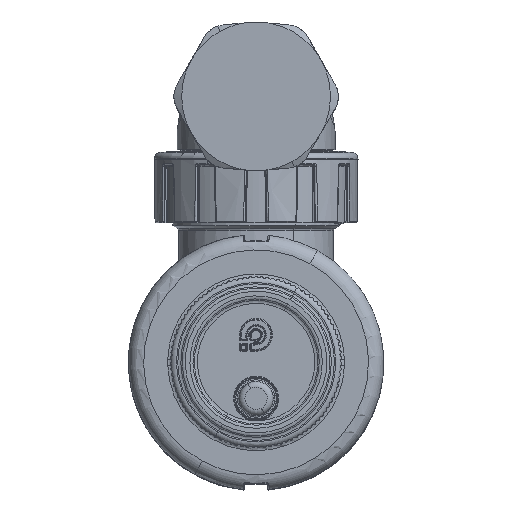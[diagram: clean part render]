
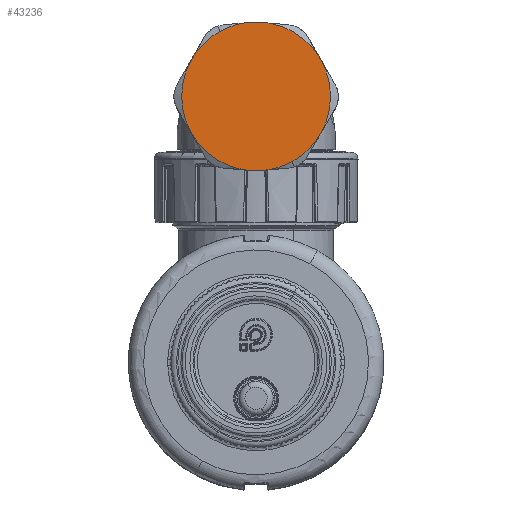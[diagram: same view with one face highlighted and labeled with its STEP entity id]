
A CAD part, top view. The second image highlights one B-rep face of the part: STEP entity #43236.
In plain terms, the highlighted planar face has unit normal (0, 0, 1).
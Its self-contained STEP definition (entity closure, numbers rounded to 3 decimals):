
#40389=CARTESIAN_POINT('Vertex',(-21.218,99.75,65.5)) ;
#40490=CARTESIAN_POINT('Vertex',(-21.218,75.25,65.5)) ;
#41124=CARTESIAN_POINT('Vertex',(-0.436,63.038,65.5)) ;
#41139=CARTESIAN_POINT('Vertex',(0.,63.019,65.5)) ;
#41142=CARTESIAN_POINT('Axis2P3D Location',(0.,68.019,65.5)) ;
#41164=CARTESIAN_POINT('Vertex',(-11.746,109.001,65.5)) ;
#41167=CARTESIAN_POINT('Axis2P3D Location',(0.,87.5,65.5)) ;
#41171=CARTESIAN_POINT('Vertex',(-4.254,111.628,65.5)) ;
#41188=CARTESIAN_POINT('Axis2P3D Location',(0.,87.5,65.5)) ;
#41192=CARTESIAN_POINT('Vertex',(21.218,75.25,65.5)) ;
#41194=CARTESIAN_POINT('Vertex',(21.218,99.75,65.5)) ;
#41231=CARTESIAN_POINT('Axis2P3D Location',(0.,87.5,65.5)) ;
#41235=CARTESIAN_POINT('Vertex',(11.746,65.999,65.5)) ;
#41269=CARTESIAN_POINT('Axis2P3D Location',(0.,87.5,65.5)) ;
#41273=CARTESIAN_POINT('Vertex',(-4.254,63.372,65.5)) ;
#41290=CARTESIAN_POINT('Axis2P3D Location',(0.,87.5,65.5)) ;
#41303=CARTESIAN_POINT('Axis2P3D Location',(0.,87.5,65.5)) ;
#41316=CARTESIAN_POINT('Axis2P3D Location',(0.,87.5,65.5)) ;
#41320=CARTESIAN_POINT('Vertex',(4.254,63.372,65.5)) ;
#41362=CARTESIAN_POINT('Vertex',(0.436,63.038,65.5)) ;
#41365=CARTESIAN_POINT('Axis2P3D Location',(0.,68.019,65.5)) ;
#42136=CARTESIAN_POINT('Line Origine',(-2.345,63.205,65.5)) ;
#43040=CARTESIAN_POINT('Line Origine',(-2.345,111.795,65.5)) ;
#43044=CARTESIAN_POINT('Vertex',(-0.436,111.962,65.5)) ;
#43167=CARTESIAN_POINT('Vertex',(0.,111.981,65.5)) ;
#43176=CARTESIAN_POINT('Axis2P3D Location',(0.,106.981,65.5)) ;
#43189=CARTESIAN_POINT('Axis2P3D Location',(0.,63.,65.5)) ;
#43194=CARTESIAN_POINT('Line Origine',(2.345,63.205,65.5)) ;
#43199=CARTESIAN_POINT('Axis2P3D Location',(0.,87.5,65.5)) ;
#43203=CARTESIAN_POINT('Vertex',(4.254,111.628,65.5)) ;
#43206=CARTESIAN_POINT('Line Origine',(2.345,111.795,65.5)) ;
#43210=CARTESIAN_POINT('Vertex',(0.436,111.962,65.5)) ;
#43213=CARTESIAN_POINT('Axis2P3D Location',(0.,106.981,65.5)) ;
#42138=VECTOR('Line Direction',#42137,1.) ;
#43042=VECTOR('Line Direction',#43041,1.) ;
#43196=VECTOR('Line Direction',#43195,1.) ;
#43208=VECTOR('Line Direction',#43207,1.) ;
#41143=DIRECTION('Axis2P3D Direction',(0.,-0.,-1.)) ;
#41168=DIRECTION('Axis2P3D Direction',(-0.,-0.,-1.)) ;
#41189=DIRECTION('Axis2P3D Direction',(-0.,-0.,-1.)) ;
#41232=DIRECTION('Axis2P3D Direction',(-0.,-0.,-1.)) ;
#41270=DIRECTION('Axis2P3D Direction',(-0.,-0.,-1.)) ;
#41291=DIRECTION('Axis2P3D Direction',(-0.,-0.,-1.)) ;
#41304=DIRECTION('Axis2P3D Direction',(-0.,-0.,-1.)) ;
#41317=DIRECTION('Axis2P3D Direction',(-0.,-0.,-1.)) ;
#41366=DIRECTION('Axis2P3D Direction',(0.,0.,1.)) ;
#42137=DIRECTION('Vector Direction',(-0.996,0.087,0.)) ;
#43041=DIRECTION('Vector Direction',(0.996,0.087,0.)) ;
#43177=DIRECTION('Axis2P3D Direction',(0.,-0.,-1.)) ;
#43190=DIRECTION('Axis2P3D Direction',(-0.,0.,1.)) ;
#43191=DIRECTION('Axis2P3D XDirection',(0.,-1.,0.)) ;
#43195=DIRECTION('Vector Direction',(0.996,0.087,0.)) ;
#43200=DIRECTION('Axis2P3D Direction',(-0.,0.,1.)) ;
#43207=DIRECTION('Vector Direction',(-0.996,0.087,0.)) ;
#43214=DIRECTION('Axis2P3D Direction',(-0.,0.,1.)) ;
#41144=AXIS2_PLACEMENT_3D('Circle Axis2P3D',#41142,#41143,$) ;
#41169=AXIS2_PLACEMENT_3D('Circle Axis2P3D',#41167,#41168,$) ;
#41190=AXIS2_PLACEMENT_3D('Circle Axis2P3D',#41188,#41189,$) ;
#41233=AXIS2_PLACEMENT_3D('Circle Axis2P3D',#41231,#41232,$) ;
#41271=AXIS2_PLACEMENT_3D('Circle Axis2P3D',#41269,#41270,$) ;
#41292=AXIS2_PLACEMENT_3D('Circle Axis2P3D',#41290,#41291,$) ;
#41305=AXIS2_PLACEMENT_3D('Circle Axis2P3D',#41303,#41304,$) ;
#41318=AXIS2_PLACEMENT_3D('Circle Axis2P3D',#41316,#41317,$) ;
#41367=AXIS2_PLACEMENT_3D('Circle Axis2P3D',#41365,#41366,$) ;
#43178=AXIS2_PLACEMENT_3D('Circle Axis2P3D',#43176,#43177,$) ;
#43192=AXIS2_PLACEMENT_3D('Plane Axis2P3D',#43189,#43190,#43191) ;
#43201=AXIS2_PLACEMENT_3D('Circle Axis2P3D',#43199,#43200,$) ;
#43215=AXIS2_PLACEMENT_3D('Circle Axis2P3D',#43213,#43214,$) ;
#42139=LINE('Line',#42136,#42138) ;
#43043=LINE('Line',#43040,#43042) ;
#43197=LINE('Line',#43194,#43196) ;
#43209=LINE('Line',#43206,#43208) ;
#41145=CIRCLE('generated circle',#41144,5.) ;
#41170=CIRCLE('generated circle',#41169,24.5) ;
#41191=CIRCLE('generated circle',#41190,24.5) ;
#41234=CIRCLE('generated circle',#41233,24.5) ;
#41272=CIRCLE('generated circle',#41271,24.5) ;
#41293=CIRCLE('generated circle',#41292,24.5) ;
#41306=CIRCLE('generated circle',#41305,24.5) ;
#41319=CIRCLE('generated circle',#41318,24.5) ;
#41368=CIRCLE('generated circle',#41367,5.) ;
#43179=CIRCLE('generated circle',#43178,5.) ;
#43202=CIRCLE('generated circle',#43201,24.5) ;
#43216=CIRCLE('generated circle',#43215,5.) ;
#43193=PLANE('',#43192) ;
#41146=EDGE_CURVE('',#41125,#41140,#41145,.F.) ;
#41173=EDGE_CURVE('',#41172,#41165,#41170,.F.) ;
#41196=EDGE_CURVE('',#41193,#41195,#41191,.F.) ;
#41237=EDGE_CURVE('',#41236,#41193,#41234,.F.) ;
#41275=EDGE_CURVE('',#40491,#41274,#41272,.F.) ;
#41294=EDGE_CURVE('',#40390,#40491,#41293,.F.) ;
#41307=EDGE_CURVE('',#41165,#40390,#41306,.F.) ;
#41322=EDGE_CURVE('',#41321,#41236,#41319,.F.) ;
#41369=EDGE_CURVE('',#41140,#41363,#41368,.T.) ;
#42140=EDGE_CURVE('',#41125,#41274,#42139,.T.) ;
#43046=EDGE_CURVE('',#41172,#43045,#43043,.T.) ;
#43180=EDGE_CURVE('',#43168,#43045,#43179,.F.) ;
#43198=EDGE_CURVE('',#41363,#41321,#43197,.T.) ;
#43205=EDGE_CURVE('',#41195,#43204,#43202,.T.) ;
#43212=EDGE_CURVE('',#43204,#43211,#43209,.T.) ;
#43217=EDGE_CURVE('',#43211,#43168,#43216,.T.) ;
#43219=ORIENTED_EDGE('',*,*,#41369,.T.) ;
#43220=ORIENTED_EDGE('',*,*,#43198,.T.) ;
#43221=ORIENTED_EDGE('',*,*,#41322,.T.) ;
#43222=ORIENTED_EDGE('',*,*,#41237,.T.) ;
#43223=ORIENTED_EDGE('',*,*,#41196,.T.) ;
#43224=ORIENTED_EDGE('',*,*,#43205,.T.) ;
#43225=ORIENTED_EDGE('',*,*,#43212,.T.) ;
#43226=ORIENTED_EDGE('',*,*,#43217,.T.) ;
#43227=ORIENTED_EDGE('',*,*,#43180,.T.) ;
#43228=ORIENTED_EDGE('',*,*,#43046,.F.) ;
#43229=ORIENTED_EDGE('',*,*,#41173,.T.) ;
#43230=ORIENTED_EDGE('',*,*,#41307,.T.) ;
#43231=ORIENTED_EDGE('',*,*,#41294,.T.) ;
#43232=ORIENTED_EDGE('',*,*,#41275,.T.) ;
#43233=ORIENTED_EDGE('',*,*,#42140,.F.) ;
#43234=ORIENTED_EDGE('',*,*,#41146,.T.) ;
#43218=EDGE_LOOP('',(#43219,#43220,#43221,#43222,#43223,#43224,#43225,#43226,#43227,#43228,#43229,#43230,#43231,#43232,#43233,#43234)) ;
#40390=VERTEX_POINT('',#40389) ;
#40491=VERTEX_POINT('',#40490) ;
#41125=VERTEX_POINT('',#41124) ;
#41140=VERTEX_POINT('',#41139) ;
#41165=VERTEX_POINT('',#41164) ;
#41172=VERTEX_POINT('',#41171) ;
#41193=VERTEX_POINT('',#41192) ;
#41195=VERTEX_POINT('',#41194) ;
#41236=VERTEX_POINT('',#41235) ;
#41274=VERTEX_POINT('',#41273) ;
#41321=VERTEX_POINT('',#41320) ;
#41363=VERTEX_POINT('',#41362) ;
#43045=VERTEX_POINT('',#43044) ;
#43168=VERTEX_POINT('',#43167) ;
#43204=VERTEX_POINT('',#43203) ;
#43211=VERTEX_POINT('',#43210) ;
#43236=ADVANCED_FACE('PartBody',(#43235),#43193,.T.) ;
#43235=FACE_OUTER_BOUND('',#43218,.T.) ;
